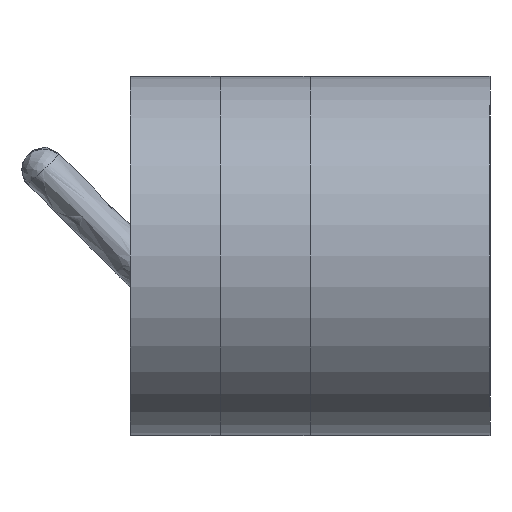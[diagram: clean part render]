
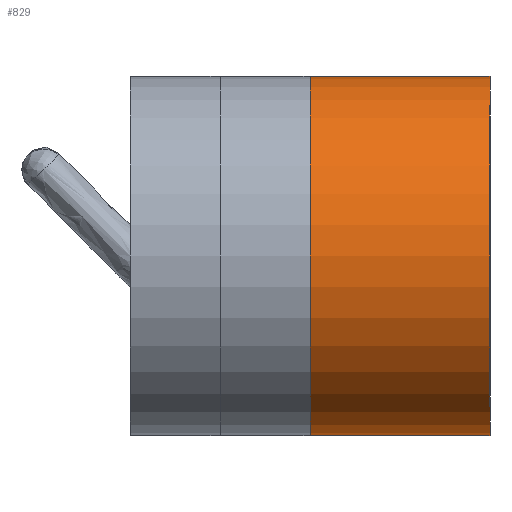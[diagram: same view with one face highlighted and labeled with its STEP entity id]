
A CAD part, left-side view. The second image highlights one B-rep face of the part: STEP entity #829.
In plain terms, the highlighted cylindrical face has radius 2 mm (diameter 4 mm), a partial arc.
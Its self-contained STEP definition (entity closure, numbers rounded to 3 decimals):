
#56=LINE('',#2011,#88);
#57=LINE('',#2015,#89);
#88=VECTOR('',#1090,10.);
#89=VECTOR('',#1095,10.);
#104=CYLINDRICAL_SURFACE('',#922,2.);
#160=CIRCLE('',#910,2.);
#166=CIRCLE('',#923,2.);
#216=FACE_OUTER_BOUND('',#276,.T.);
#276=EDGE_LOOP('',(#704,#705,#706,#707));
#384=VERTEX_POINT('',#1975);
#385=VERTEX_POINT('',#1976);
#394=VERTEX_POINT('',#2007);
#396=VERTEX_POINT('',#2013);
#486=EDGE_CURVE('',#384,#385,#160,.T.);
#504=EDGE_CURVE('',#394,#385,#56,.T.);
#505=EDGE_CURVE('',#396,#394,#166,.T.);
#506=EDGE_CURVE('',#396,#384,#57,.T.);
#704=ORIENTED_EDGE('',*,*,#505,.T.);
#705=ORIENTED_EDGE('',*,*,#504,.T.);
#706=ORIENTED_EDGE('',*,*,#486,.F.);
#707=ORIENTED_EDGE('',*,*,#506,.F.);
#829=ADVANCED_FACE('',(#216),#104,.T.);
#910=AXIS2_PLACEMENT_3D('',#1977,#1054,#1055);
#922=AXIS2_PLACEMENT_3D('',#2012,#1091,#1092);
#923=AXIS2_PLACEMENT_3D('',#2014,#1093,#1094);
#1054=DIRECTION('center_axis',(0.,1.,0.));
#1055=DIRECTION('ref_axis',(0.,0.,-1.));
#1090=DIRECTION('',(0.,1.,0.));
#1091=DIRECTION('center_axis',(0.,1.,0.));
#1092=DIRECTION('ref_axis',(0.,0.,-1.));
#1093=DIRECTION('center_axis',(0.,1.,0.));
#1094=DIRECTION('ref_axis',(0.,0.,-1.));
#1095=DIRECTION('',(0.,1.,0.));
#1975=CARTESIAN_POINT('',(-6.77,2.,-2.));
#1976=CARTESIAN_POINT('',(-6.77,2.,2.));
#1977=CARTESIAN_POINT('Origin',(-6.77,2.,0.));
#2007=CARTESIAN_POINT('',(-6.77,0.,2.));
#2011=CARTESIAN_POINT('',(-6.77,0.,2.));
#2012=CARTESIAN_POINT('Origin',(-6.77,0.,0.));
#2013=CARTESIAN_POINT('',(-6.77,0.,-2.));
#2014=CARTESIAN_POINT('Origin',(-6.77,0.,0.));
#2015=CARTESIAN_POINT('',(-6.77,0.,-2.));
